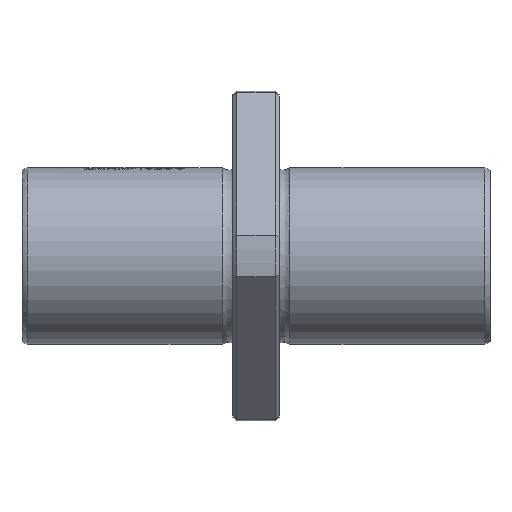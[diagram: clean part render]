
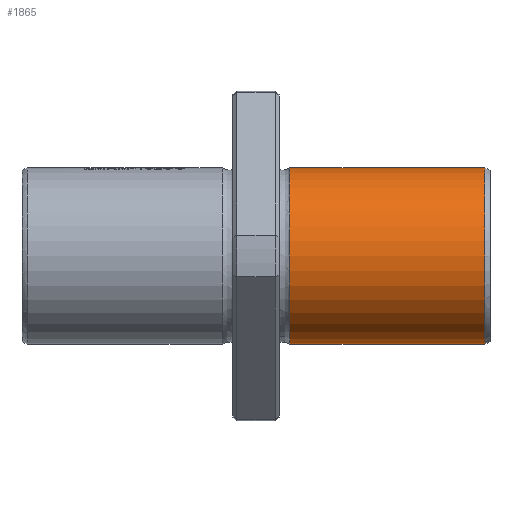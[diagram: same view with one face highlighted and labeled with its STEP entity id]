
A CAD part, front view. The second image highlights one B-rep face of the part: STEP entity #1865.
In plain terms, the highlighted cylindrical face has radius 11.5 mm (diameter 23 mm), a full revolution.
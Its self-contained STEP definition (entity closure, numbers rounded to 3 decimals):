
#552=FACE_BOUND('',#2742,.T.);
#553=FACE_BOUND('',#2743,.T.);
#1817=CYLINDRICAL_SURFACE('',#7847,11.5);
#1865=ADVANCED_FACE('',(#552,#553),#1817,.T.);
#2742=EDGE_LOOP('',(#4117));
#2743=EDGE_LOOP('',(#4118));
#4117=ORIENTED_EDGE('',*,*,#6984,.T.);
#4118=ORIENTED_EDGE('',*,*,#6996,.F.);
#6234=VERTEX_POINT('',#11840);
#6245=VERTEX_POINT('',#11947);
#6984=EDGE_CURVE('',#6234,#6234,#7731,.T.);
#6996=EDGE_CURVE('',#6245,#6245,#7733,.T.);
#7731=CIRCLE('',#7838,11.5);
#7733=CIRCLE('',#7846,11.5);
#7838=AXIS2_PLACEMENT_3D('',#11839,#8526,#8527);
#7846=AXIS2_PLACEMENT_3D('',#11946,#8542,#8543);
#7847=AXIS2_PLACEMENT_3D('',#11948,#8544,#8545);
#8526=DIRECTION('',(-1.,0.,0.));
#8527=DIRECTION('',(0.,0.,1.));
#8542=DIRECTION('',(-1.,0.,0.));
#8543=DIRECTION('',(0.,0.,1.));
#8544=DIRECTION('',(1.,0.,0.));
#8545=DIRECTION('',(0.,0.,-1.));
#11839=CARTESIAN_POINT('',(32.804,0.,0.));
#11840=CARTESIAN_POINT('',(32.804,0.,11.5));
#11946=CARTESIAN_POINT('',(7.4,0.,0.));
#11947=CARTESIAN_POINT('',(7.4,0.,11.5));
#11948=CARTESIAN_POINT('',(7.4,0.,0.));
